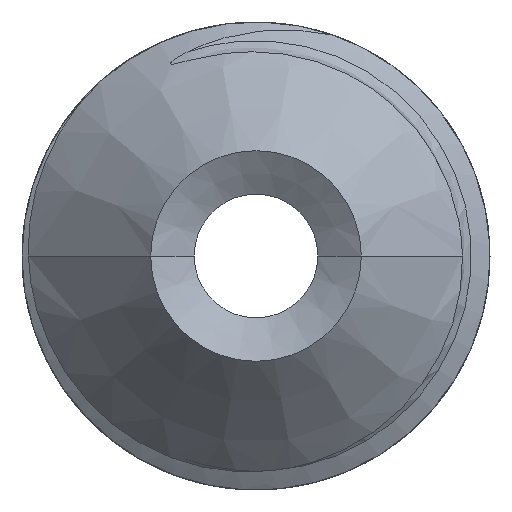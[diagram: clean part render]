
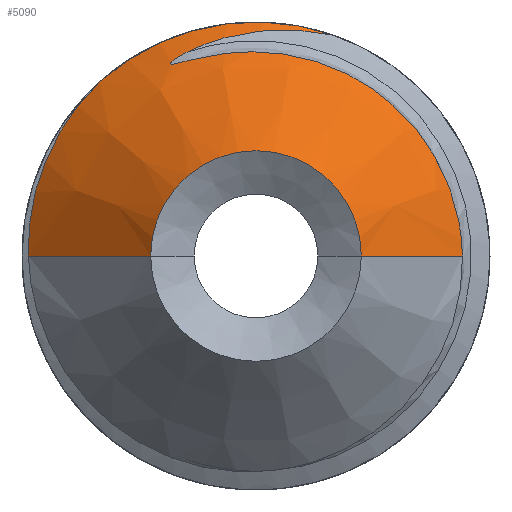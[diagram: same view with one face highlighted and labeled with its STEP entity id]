
A CAD part, left-side view. The second image highlights one B-rep face of the part: STEP entity #5090.
In plain terms, the highlighted conical face has half-angle 45 degrees and reference radius 1.812 mm.
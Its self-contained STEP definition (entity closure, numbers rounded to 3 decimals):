
#957=CARTESIAN_POINT('',(1.375,0.,0.));
#958=DIRECTION('',(1.,0.,0.));
#959=DIRECTION('',(0.,0.667,0.745));
#960=AXIS2_PLACEMENT_3D('',#957,#958,#959);
#2388=CARTESIAN_POINT('',(1.307,2.432,0.));
#2389=CARTESIAN_POINT('',(1.311,2.436,0.113));
#2390=CARTESIAN_POINT('',(1.318,2.428,0.341));
#2391=CARTESIAN_POINT('',(1.33,2.366,0.684));
#2392=CARTESIAN_POINT('',(1.341,2.256,1.017));
#2393=CARTESIAN_POINT('',(1.353,2.101,1.329));
#2394=CARTESIAN_POINT('',(1.364,1.907,1.612));
#2395=CARTESIAN_POINT('',(1.371,1.751,1.782));
#2396=CARTESIAN_POINT('',(1.375,1.668,1.862));
#2403=DIRECTION('',(0.707,0.707,0.));
#2404=VECTOR('',#2403,1.849);
#2405=CARTESIAN_POINT('',(0.,1.125,0.));
#2406=LINE('',#2405,#2404);
#2407=DIRECTION('',(0.707,-0.707,0.));
#2408=VECTOR('',#2407,1.528);
#2409=CARTESIAN_POINT('',(0.,-1.125,0.));
#2410=LINE('',#2409,#2408);
#2411=CARTESIAN_POINT('',(0.,0.,0.));
#2412=DIRECTION('',(1.,0.,0.));
#2413=DIRECTION('',(0.,1.,0.));
#2414=AXIS2_PLACEMENT_3D('',#2411,#2412,#2413);
#2416=CARTESIAN_POINT('',(1.375,-0.829,2.359));
#2417=CARTESIAN_POINT('',(1.362,-0.723,
2.382));
#2418=CARTESIAN_POINT('',(1.336,-0.507,
2.415));
#2419=CARTESIAN_POINT('',(1.296,-0.179,
2.421));
#2420=CARTESIAN_POINT('',(1.255,0.144,2.383));
#2421=CARTESIAN_POINT('',(1.215,0.453,2.303));
#2422=CARTESIAN_POINT('',(1.188,0.645,2.224));
#2423=CARTESIAN_POINT('',(1.175,0.737,2.179));
#2723=CARTESIAN_POINT('',(1.175,0.737,2.179));
#2724=CARTESIAN_POINT('',(1.174,0.744,2.175));
#2725=CARTESIAN_POINT('',(1.172,0.757,2.169));
#2726=CARTESIAN_POINT('',(1.169,0.776,2.159));
#2727=CARTESIAN_POINT('',(1.166,0.793,2.15));
#2728=CARTESIAN_POINT('',(1.163,0.808,2.141));
#2729=CARTESIAN_POINT('',(1.161,0.822,2.133));
#2730=CARTESIAN_POINT('',(1.158,0.835,2.125));
#2731=CARTESIAN_POINT('',(1.156,0.847,2.117));
#2732=CARTESIAN_POINT('',(1.153,0.858,2.11));
#2733=CARTESIAN_POINT('',(1.15,0.868,2.103));
#2734=CARTESIAN_POINT('',(1.148,0.878,2.096));
#2735=CARTESIAN_POINT('',(1.145,0.886,2.09));
#2736=CARTESIAN_POINT('',(1.142,0.894,2.084));
#2737=CARTESIAN_POINT('',(1.14,0.9,2.078));
#2738=CARTESIAN_POINT('',(1.137,0.906,2.072));
#2739=CARTESIAN_POINT('',(1.133,0.911,2.067));
#2740=CARTESIAN_POINT('',(1.13,0.915,2.061));
#2741=CARTESIAN_POINT('',(1.125,0.916,2.055));
#2742=CARTESIAN_POINT('',(1.12,0.913,2.051));
#2743=CARTESIAN_POINT('',(1.116,0.906,2.049));
#2744=CARTESIAN_POINT('',(1.112,0.898,2.049));
#2745=CARTESIAN_POINT('',(1.109,0.889,2.05));
#2746=CARTESIAN_POINT('',(1.107,0.88,2.051));
#2747=CARTESIAN_POINT('',(1.104,0.87,2.053));
#2748=CARTESIAN_POINT('',(1.102,0.86,2.055));
#2749=CARTESIAN_POINT('',(1.1,0.849,2.057));
#2750=CARTESIAN_POINT('',(1.098,0.836,2.06));
#2751=CARTESIAN_POINT('',(1.096,0.823,2.063));
#2752=CARTESIAN_POINT('',(1.094,0.809,2.067));
#2753=CARTESIAN_POINT('',(1.092,0.793,2.07));
#2754=CARTESIAN_POINT('',(1.09,0.777,2.075));
#2755=CARTESIAN_POINT('',(1.088,0.759,2.079));
#2756=CARTESIAN_POINT('',(1.087,0.739,2.084));
#2757=CARTESIAN_POINT('',(1.085,0.718,2.09));
#2758=CARTESIAN_POINT('',(1.083,0.694,2.096));
#2759=CARTESIAN_POINT('',(1.081,0.667,2.102));
#2760=CARTESIAN_POINT('',(1.079,0.639,2.109));
#2761=CARTESIAN_POINT('',(1.077,0.608,2.116));
#2762=CARTESIAN_POINT('',(1.075,0.576,2.123));
#2763=CARTESIAN_POINT('',(1.073,0.542,2.13));
#2764=CARTESIAN_POINT('',(1.071,0.508,2.137));
#2765=CARTESIAN_POINT('',(1.07,0.473,2.143));
#2766=CARTESIAN_POINT('',(1.068,0.437,2.149));
#2767=CARTESIAN_POINT('',(1.067,0.401,2.155));
#2768=CARTESIAN_POINT('',(1.066,0.365,2.16));
#2769=CARTESIAN_POINT('',(1.064,0.327,2.165));
#2770=CARTESIAN_POINT('',(1.063,0.286,2.169));
#2771=CARTESIAN_POINT('',(1.062,0.243,2.173));
#2772=CARTESIAN_POINT('',(1.061,0.195,2.177));
#2773=CARTESIAN_POINT('',(1.059,0.143,2.18));
#2774=CARTESIAN_POINT('',(1.058,0.085,2.182));
#2775=CARTESIAN_POINT('',(1.057,0.021,2.182));
#2776=CARTESIAN_POINT('',(1.056,-0.051,
2.181));
#2777=CARTESIAN_POINT('',(1.055,-0.13,
2.176));
#2778=CARTESIAN_POINT('',(1.053,-0.217,
2.168));
#2779=CARTESIAN_POINT('',(1.052,-0.313,
2.156));
#2780=CARTESIAN_POINT('',(1.052,-0.419,
2.137));
#2781=CARTESIAN_POINT('',(1.051,-0.534,
2.111));
#2782=CARTESIAN_POINT('',(1.05,-0.658,
2.075));
#2783=CARTESIAN_POINT('',(1.05,-0.791,
2.028));
#2784=CARTESIAN_POINT('',(1.05,-0.934,
1.967));
#2785=CARTESIAN_POINT('',(1.051,-1.086,1.888));
#2786=CARTESIAN_POINT('',(1.051,-1.246,1.788));
#2787=CARTESIAN_POINT('',(1.053,-1.412,1.663));
#2788=CARTESIAN_POINT('',(1.055,-1.585,1.504));
#2789=CARTESIAN_POINT('',(1.058,-1.759,1.302));
#2790=CARTESIAN_POINT('',(1.061,-1.929,1.046));
#2791=CARTESIAN_POINT('',(1.067,-2.074,
0.737));
#2792=CARTESIAN_POINT('',(1.073,-2.175,
0.384));
#2793=CARTESIAN_POINT('',(1.078,-2.203,
0.13));
#2794=CARTESIAN_POINT('',(1.08,-2.205,
0.));
#3079=CARTESIAN_POINT('',(0.,1.125,0.));
#3080=CARTESIAN_POINT('',(1.307,2.432,0.));
#3081=VERTEX_POINT('',#3079);
#3082=VERTEX_POINT('',#3080);
#3083=CARTESIAN_POINT('',(0.,-1.125,0.));
#3084=CARTESIAN_POINT('',(1.08,-2.205,
0.));
#3085=VERTEX_POINT('',#3083);
#3086=VERTEX_POINT('',#3084);
#3119=CARTESIAN_POINT('',(1.375,1.668,1.862));
#3120=CARTESIAN_POINT('',(1.375,-0.829,2.359));
#3121=VERTEX_POINT('',#3119);
#3122=VERTEX_POINT('',#3120);
#3141=VERTEX_POINT('',#2423);
#5073=CARTESIAN_POINT('',(0.688,0.,0.));
#5074=DIRECTION('',(1.,0.,0.));
#5075=DIRECTION('',(0.,-1.,0.));
#5076=AXIS2_PLACEMENT_3D('',#5073,#5074,#5075);
#5077=CONICAL_SURFACE('',#5076,1.813,45.);
#5078=ORIENTED_EDGE('',*,*,#5061,.T.);
#5079=ORIENTED_EDGE('',*,*,#5051,.T.);
#5080=ORIENTED_EDGE('',*,*,#3396,.T.);
#5082=ORIENTED_EDGE('',*,*,#5081,.T.);
#5084=ORIENTED_EDGE('',*,*,#5083,.T.);
#5085=ORIENTED_EDGE('',*,*,#5065,.F.);
#5087=ORIENTED_EDGE('',*,*,#5086,.F.);
#5088=EDGE_LOOP('',(#5078,#5079,#5080,#5082,#5084,#5085,#5087));
#5089=FACE_OUTER_BOUND('',#5088,.F.);
#961=CIRCLE('',#960,2.5);
#2397=B_SPLINE_CURVE_WITH_KNOTS('',3,(#2388,#2389,#2390,#2391,#2392,#2393,#2394,
#2395,#2396),.UNSPECIFIED.,.F.,.F.,(4,1,1,1,1,1,4),(0.,0.167,
0.333,0.5,0.667,0.833,1.),
.UNSPECIFIED.);
#2415=CIRCLE('',#2414,1.125);
#2424=B_SPLINE_CURVE_WITH_KNOTS('',3,(#2416,#2417,#2418,#2419,#2420,#2421,#2422,
#2423),.UNSPECIFIED.,.F.,.F.,(4,1,1,1,1,4),(0.,0.2,0.4,0.6,0.8,1.),
.UNSPECIFIED.);
#2795=B_SPLINE_CURVE_WITH_KNOTS('',3,(#2723,#2724,#2725,#2726,#2727,#2728,#2729,
#2730,#2731,#2732,#2733,#2734,#2735,#2736,#2737,#2738,#2739,#2740,#2741,#2742,
#2743,#2744,#2745,#2746,#2747,#2748,#2749,#2750,#2751,#2752,#2753,#2754,#2755,
#2756,#2757,#2758,#2759,#2760,#2761,#2762,#2763,#2764,#2765,#2766,#2767,#2768,
#2769,#2770,#2771,#2772,#2773,#2774,#2775,#2776,#2777,#2778,#2779,#2780,#2781,
#2782,#2783,#2784,#2785,#2786,#2787,#2788,#2789,#2790,#2791,#2792,#2793,#2794),
.UNSPECIFIED.,.F.,.F.,(4,1,1,1,1,1,1,1,1,1,1,1,1,1,1,1,1,1,1,1,1,1,1,1,1,1,1,1,
1,1,1,1,1,1,1,1,1,1,1,1,1,1,1,1,1,1,1,1,1,1,1,1,1,1,1,1,1,1,1,1,1,1,1,1,1,1,1,1,
1,4),(0.,0.014,0.029,0.043,
0.058,0.072,0.087,0.101,
0.116,0.13,0.145,0.159,
0.174,0.188,0.203,0.217,
0.232,0.246,0.261,0.275,
0.29,0.304,0.319,0.333,
0.348,0.362,0.377,0.391,
0.406,0.42,0.435,0.449,
0.464,0.478,0.493,0.507,
0.522,0.536,0.551,0.565,
0.58,0.594,0.609,0.623,
0.638,0.652,0.667,0.681,
0.696,0.71,0.725,0.739,
0.754,0.768,0.783,0.797,
0.812,0.826,0.841,0.855,
0.87,0.884,0.899,0.913,
0.928,0.942,0.957,0.971,
0.986,1.),.UNSPECIFIED.);
#3396=EDGE_CURVE('',#3121,#3122,#961,.T.);
#5051=EDGE_CURVE('',#3082,#3121,#2397,.T.);
#5061=EDGE_CURVE('',#3081,#3082,#2406,.T.);
#5065=EDGE_CURVE('',#3085,#3086,#2410,.T.);
#5081=EDGE_CURVE('',#3122,#3141,#2424,.T.);
#5083=EDGE_CURVE('',#3141,#3086,#2795,.T.);
#5086=EDGE_CURVE('',#3081,#3085,#2415,.T.);
#5090=ADVANCED_FACE('',(#5089),#5077,.T.);
